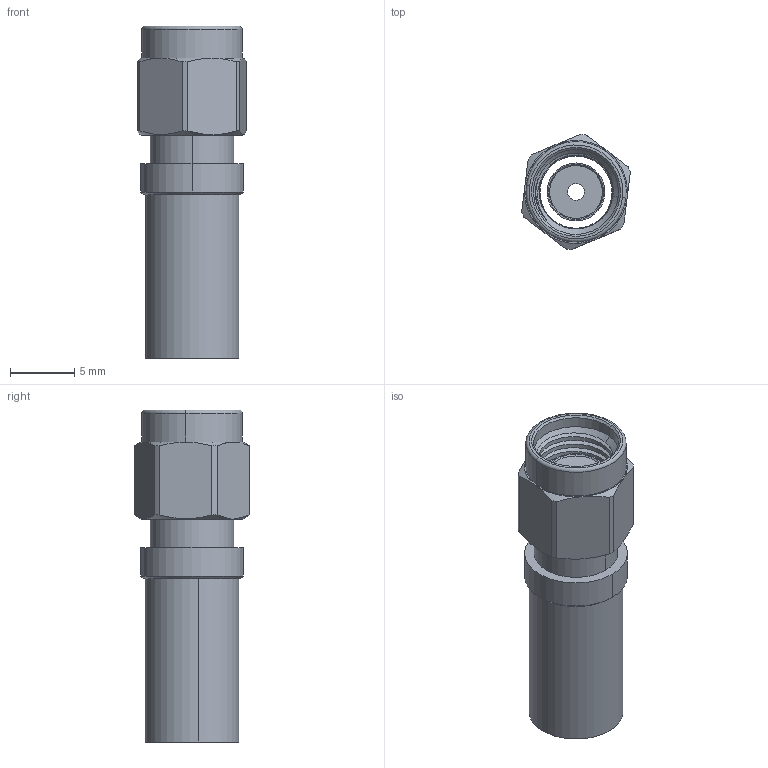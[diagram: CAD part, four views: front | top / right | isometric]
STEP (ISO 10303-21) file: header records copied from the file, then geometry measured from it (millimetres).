
FILE_DESCRIPTION (( 'STEP AP214' ), '1' );
FILE_NAME ('31-005-D3-AK.STEP', '2024-08-12T18:54:50', ( '' ), ( '' ), 'SwSTEP 2.0', 'SolidWorks 2024', '' );
FILE_SCHEMA (( 'AUTOMOTIVE_DESIGN' ));
Length unit declared in the file: millimetre
Products named in the file (1): 31-005-D3-AK
Bounding box: 8.45 x 8.97 x 25.8 mm (x, y, z)
Surface area: 1093.3 mm2 (no closed solid volume)
Topology: 0 solids, 5 shells, 64 faces, 161 edges, 105 vertices
Faces by surface type: cylinder 28, cone 19, plane 14, torus 2, bspline 1
Entity records: 2345 total; most frequent: CARTESIAN_POINT 846, DIRECTION 322, ORIENTED_EDGE 290, EDGE_CURVE 161, AXIS2_PLACEMENT_3D 138, VERTEX_POINT 105, CIRCLE 74, EDGE_LOOP 72
